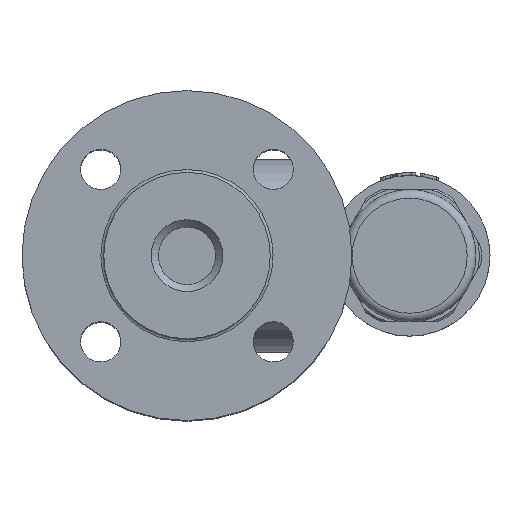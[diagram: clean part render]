
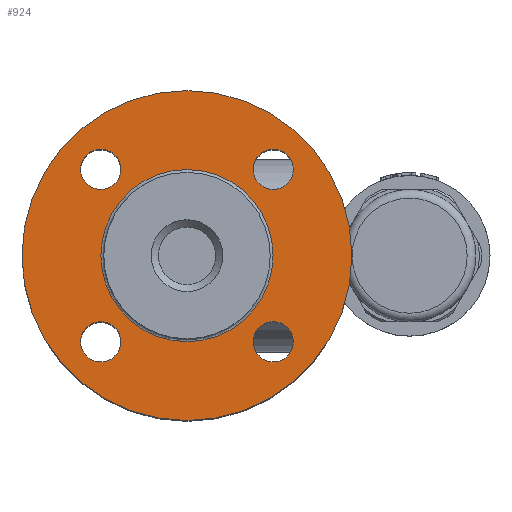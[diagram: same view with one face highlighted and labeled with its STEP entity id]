
A CAD part, top view. The second image highlights one B-rep face of the part: STEP entity #924.
In plain terms, the highlighted planar face has unit normal (0, 0, 1).
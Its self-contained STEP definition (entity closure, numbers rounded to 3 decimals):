
#838=CARTESIAN_POINT('',(30.,0.0,80.));
#839=VERTEX_POINT('',#838);
#840=CARTESIAN_POINT('',(0.,0.0,80.));
#841=DIRECTION('',(0.0,0.0,1.0));
#842=DIRECTION('',(-1.0,0.0,0.0));
#843=AXIS2_PLACEMENT_3D('',#840,#841,#842);
#844=CIRCLE('',#843,30.);
#845=EDGE_CURVE('',#839,#839,#844,.T.);
#861=CARTESIAN_POINT('',(43.25,0.0,80.));
#862=DIRECTION('',(0.0,0.0,1.0));
#863=DIRECTION('',(1.0,0.0,0.0));
#864=AXIS2_PLACEMENT_3D('',#861,#862,#863);
#865=PLANE('',#864);
#866=CARTESIAN_POINT('',(57.5,0.0,80.));
#867=VERTEX_POINT('',#866);
#868=CARTESIAN_POINT('',(0.,0.0,80.));
#869=DIRECTION('',(0.0,0.0,1.0));
#870=DIRECTION('',(1.0,0.0,0.0));
#871=AXIS2_PLACEMENT_3D('',#868,#869,#870);
#872=CIRCLE('',#871,57.5);
#873=EDGE_CURVE('',#867,#867,#872,.T.);
#874=ORIENTED_EDGE('',*,*,#873,.T.);
#875=EDGE_LOOP('',(#874));
#876=FACE_OUTER_BOUND('',#875,.T.);
#877=CARTESIAN_POINT('',(37.052,30.052,80.));
#878=VERTEX_POINT('',#877);
#879=CARTESIAN_POINT('',(30.052,30.052,80.));
#880=DIRECTION('',(0.0,0.0,-1.0));
#881=DIRECTION('',(1.0,0.0,0.0));
#882=AXIS2_PLACEMENT_3D('',#879,#880,#881);
#883=CIRCLE('',#882,7.);
#884=EDGE_CURVE('',#878,#878,#883,.T.);
#885=ORIENTED_EDGE('',*,*,#884,.T.);
#886=EDGE_LOOP('',(#885));
#887=FACE_BOUND('',#886,.T.);
#888=CARTESIAN_POINT('',(-30.052,37.052,80.));
#889=VERTEX_POINT('',#888);
#890=CARTESIAN_POINT('',(-30.052,30.052,80.));
#891=DIRECTION('',(0.0,0.0,-1.0));
#892=DIRECTION('',(0.0,1.0,0.0));
#893=AXIS2_PLACEMENT_3D('',#890,#891,#892);
#894=CIRCLE('',#893,7.);
#895=EDGE_CURVE('',#889,#889,#894,.T.);
#896=ORIENTED_EDGE('',*,*,#895,.T.);
#897=EDGE_LOOP('',(#896));
#898=FACE_BOUND('',#897,.T.);
#899=CARTESIAN_POINT('',(-37.052,-30.052,80.));
#900=VERTEX_POINT('',#899);
#901=CARTESIAN_POINT('',(-30.052,-30.052,80.));
#902=DIRECTION('',(0.0,0.0,-1.0));
#903=DIRECTION('',(-1.0,0.0,0.0));
#904=AXIS2_PLACEMENT_3D('',#901,#902,#903);
#905=CIRCLE('',#904,7.);
#906=EDGE_CURVE('',#900,#900,#905,.T.);
#907=ORIENTED_EDGE('',*,*,#906,.T.);
#908=EDGE_LOOP('',(#907));
#909=FACE_BOUND('',#908,.T.);
#910=CARTESIAN_POINT('',(30.052,-37.052,80.));
#911=VERTEX_POINT('',#910);
#912=CARTESIAN_POINT('',(30.052,-30.052,80.));
#913=DIRECTION('',(0.0,0.0,-1.0));
#914=DIRECTION('',(0.0,-1.0,0.0));
#915=AXIS2_PLACEMENT_3D('',#912,#913,#914);
#916=CIRCLE('',#915,7.);
#917=EDGE_CURVE('',#911,#911,#916,.T.);
#918=ORIENTED_EDGE('',*,*,#917,.T.);
#919=EDGE_LOOP('',(#918));
#920=FACE_BOUND('',#919,.T.);
#921=ORIENTED_EDGE('',*,*,#845,.F.);
#922=EDGE_LOOP('',(#921));
#923=FACE_BOUND('',#922,.T.);
#924=ADVANCED_FACE('',(#876,#887,#898,#909,#920,#923),#865,.T.);
